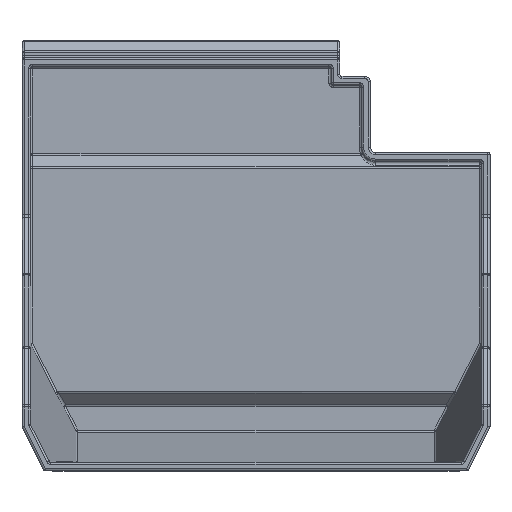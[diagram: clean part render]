
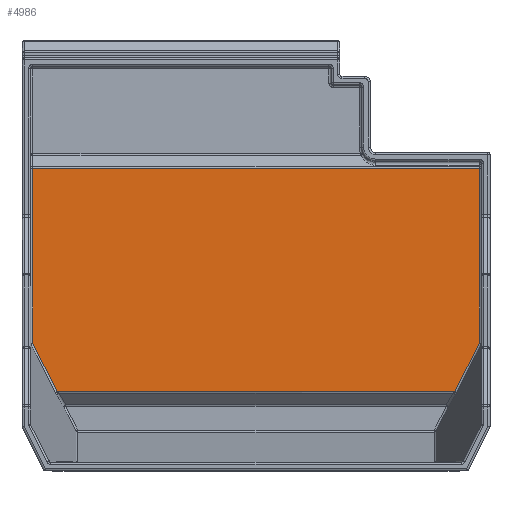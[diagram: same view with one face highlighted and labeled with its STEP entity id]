
A CAD part, top view. The second image highlights one B-rep face of the part: STEP entity #4986.
In plain terms, the highlighted planar face has unit normal (0, 0, 1).
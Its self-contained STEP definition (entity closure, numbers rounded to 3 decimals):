
#184=PLANE('',#5647);
#493=LINE('',#8662,#876);
#496=LINE('',#8760,#879);
#507=LINE('',#8840,#890);
#525=LINE('',#8971,#908);
#529=LINE('',#8977,#912);
#541=LINE('',#8997,#924);
#876=VECTOR('',#6911,10.);
#879=VECTOR('',#6968,10.);
#890=VECTOR('',#7041,10.);
#908=VECTOR('',#7141,10.);
#912=VECTOR('',#7149,10.);
#924=VECTOR('',#7177,10.);
#1413=FACE_OUTER_BOUND('',#1738,.T.);
#1738=EDGE_LOOP('',(#4591,#4592,#4593,#4594,#4595,#4596));
#2370=VERTEX_POINT('',#8561);
#2391=VERTEX_POINT('',#8657);
#2393=VERTEX_POINT('',#8688);
#2409=VERTEX_POINT('',#8754);
#2413=VERTEX_POINT('',#8766);
#2425=VERTEX_POINT('',#8831);
#3025=EDGE_CURVE('',#2370,#2391,#493,.T.);
#3049=EDGE_CURVE('',#2391,#2409,#496,.T.);
#3080=EDGE_CURVE('',#2425,#2413,#507,.T.);
#3123=EDGE_CURVE('',#2409,#2425,#525,.T.);
#3127=EDGE_CURVE('',#2413,#2393,#529,.T.);
#3139=EDGE_CURVE('',#2393,#2370,#541,.T.);
#4591=ORIENTED_EDGE('',*,*,#3080,.F.);
#4592=ORIENTED_EDGE('',*,*,#3123,.F.);
#4593=ORIENTED_EDGE('',*,*,#3049,.F.);
#4594=ORIENTED_EDGE('',*,*,#3025,.F.);
#4595=ORIENTED_EDGE('',*,*,#3139,.F.);
#4596=ORIENTED_EDGE('',*,*,#3127,.F.);
#4986=ADVANCED_FACE('',(#1413),#184,.T.);
#5647=AXIS2_PLACEMENT_3D('',#9109,#7305,#7306);
#6911=DIRECTION('',(-0.447,0.894,0.));
#6968=DIRECTION('',(0.,1.,0.));
#7041=DIRECTION('',(0.,-1.,0.));
#7141=DIRECTION('',(1.,0.,0.));
#7149=DIRECTION('',(-0.447,-0.894,0.));
#7177=DIRECTION('',(-1.,0.,0.));
#7305=DIRECTION('center_axis',(0.,0.,1.));
#7306=DIRECTION('ref_axis',(0.,-1.,0.));
#8561=CARTESIAN_POINT('',(-91.366,-58.243,10.));
#8657=CARTESIAN_POINT('',(-102.5,-35.975,10.));
#8662=CARTESIAN_POINT('',(-119.49,-1.995,10.));
#8688=CARTESIAN_POINT('',(91.366,-58.243,10.));
#8754=CARTESIAN_POINT('',(-102.5,44.243,10.));
#8760=CARTESIAN_POINT('',(-102.5,69.,10.));
#8766=CARTESIAN_POINT('',(102.5,-35.975,10.));
#8831=CARTESIAN_POINT('',(102.5,44.243,10.));
#8840=CARTESIAN_POINT('',(102.5,-26.,10.));
#8971=CARTESIAN_POINT('',(-80.625,44.243,10.));
#8977=CARTESIAN_POINT('',(97.99,-44.995,10.));
#8997=CARTESIAN_POINT('',(-80.625,-58.243,10.));
#9109=CARTESIAN_POINT('Origin',(-107.5,43.,10.));
